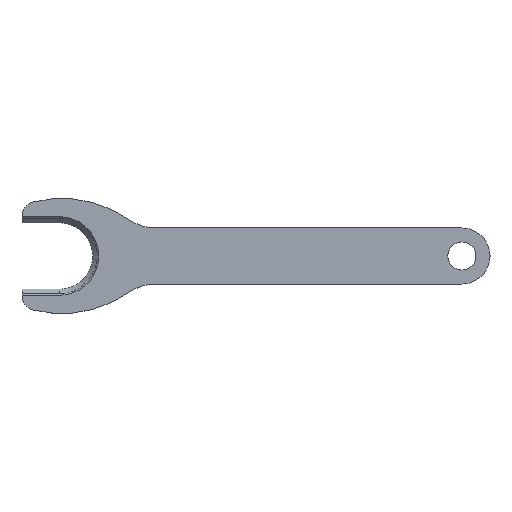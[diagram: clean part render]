
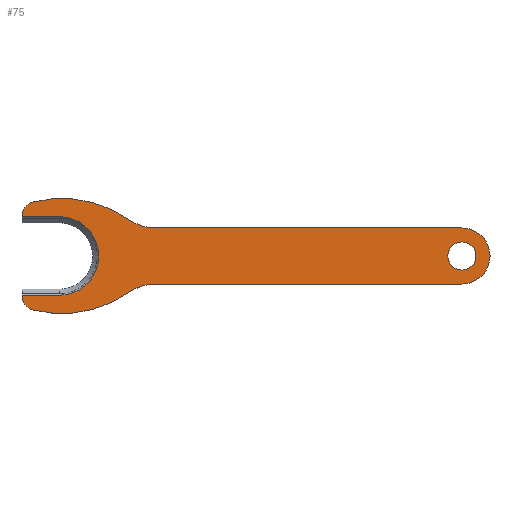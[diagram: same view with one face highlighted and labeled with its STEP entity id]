
A CAD part, top view. The second image highlights one B-rep face of the part: STEP entity #75.
In plain terms, the highlighted planar face has unit normal (0, 0, 1).
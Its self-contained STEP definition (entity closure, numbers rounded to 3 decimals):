
#75 = ADVANCED_FACE( '', ( #154, #155 ), #156, .T. );
#154 = FACE_OUTER_BOUND( '', #233, .T. );
#155 = FACE_BOUND( '', #234, .T. );
#156 = PLANE( '', #235 );
#233 = EDGE_LOOP( '', ( #385, #386, #387, #388, #389, #390, #391, #392, #393, #394, #395, #396, #397, #398 ) );
#234 = EDGE_LOOP( '', ( #399 ) );
#235 = AXIS2_PLACEMENT_3D( '', #400, #401, #402 );
#385 = ORIENTED_EDGE( '', *, *, #520, .F. );
#386 = ORIENTED_EDGE( '', *, *, #508, .T. );
#387 = ORIENTED_EDGE( '', *, *, #529, .T. );
#388 = ORIENTED_EDGE( '', *, *, #530, .T. );
#389 = ORIENTED_EDGE( '', *, *, #531, .F. );
#390 = ORIENTED_EDGE( '', *, *, #485, .T. );
#391 = ORIENTED_EDGE( '', *, *, #470, .F. );
#392 = ORIENTED_EDGE( '', *, *, #511, .F. );
#393 = ORIENTED_EDGE( '', *, *, #517, .F. );
#394 = ORIENTED_EDGE( '', *, *, #532, .F. );
#395 = ORIENTED_EDGE( '', *, *, #482, .F. );
#396 = ORIENTED_EDGE( '', *, *, #533, .F. );
#397 = ORIENTED_EDGE( '', *, *, #491, .F. );
#398 = ORIENTED_EDGE( '', *, *, #523, .T. );
#399 = ORIENTED_EDGE( '', *, *, #525, .F. );
#400 = CARTESIAN_POINT( '', ( 20.533, 16., 2. ) );
#401 = DIRECTION( '', ( 0., 0., 1. ) );
#402 = DIRECTION( '', ( 1., 0., 0. ) );
#470 = EDGE_CURVE( '', #551, #552, #553, .T. );
#482 = EDGE_CURVE( '', #572, #574, #575, .T. );
#485 = EDGE_CURVE( '', #578, #552, #579, .T. );
#491 = EDGE_CURVE( '', #587, #589, #590, .T. );
#508 = EDGE_CURVE( '', #611, #615, #617, .T. );
#511 = EDGE_CURVE( '', #619, #551, #621, .T. );
#517 = EDGE_CURVE( '', #627, #619, #629, .T. );
#520 = EDGE_CURVE( '', #611, #632, #633, .T. );
#523 = EDGE_CURVE( '', #587, #632, #636, .T. );
#525 = EDGE_CURVE( '', #638, #638, #639, .T. );
#529 = EDGE_CURVE( '', #615, #643, #644, .F. );
#530 = EDGE_CURVE( '', #643, #645, #646, .T. );
#531 = EDGE_CURVE( '', #578, #645, #647, .T. );
#532 = EDGE_CURVE( '', #574, #627, #648, .T. );
#533 = EDGE_CURVE( '', #589, #572, #649, .T. );
#551 = VERTEX_POINT( '', #670 );
#552 = VERTEX_POINT( '', #671 );
#553 = CIRCLE( '', #672, 25. );
#572 = VERTEX_POINT( '', #698 );
#574 = VERTEX_POINT( '', #701 );
#575 = LINE( '', #702, #703 );
#578 = VERTEX_POINT( '', #707 );
#579 = CIRCLE( '', #708, 3. );
#587 = VERTEX_POINT( '', #717 );
#589 = VERTEX_POINT( '', #720 );
#590 = CIRCLE( '', #721, 25. );
#611 = VERTEX_POINT( '', #747 );
#615 = VERTEX_POINT( '', #753 );
#617 = LINE( '', #756, #757 );
#619 = VERTEX_POINT( '', #759 );
#621 = CIRCLE( '', #762, 10. );
#627 = VERTEX_POINT( '', #769 );
#629 = LINE( '', #772, #773 );
#632 = VERTEX_POINT( '', #777 );
#633 = LINE( '', #778, #779 );
#636 = CIRCLE( '', #783, 3. );
#638 = VERTEX_POINT( '', #785 );
#639 = CIRCLE( '', #786, 3. );
#643 = VERTEX_POINT( '', #791 );
#644 = CIRCLE( '', #792, 8.4 );
#645 = VERTEX_POINT( '', #793 );
#646 = LINE( '', #794, #795 );
#647 = LINE( '', #796, #797 );
#648 = CIRCLE( '', #798, 6. );
#649 = CIRCLE( '', #799, 10. );
#670 = CARTESIAN_POINT( '', ( 14.809, -7.8, 2. ) );
#671 = CARTESIAN_POINT( '', ( -5.75, -11.506, 2. ) );
#672 = AXIS2_PLACEMENT_3D( '', #826, #827, #828 );
#698 = CARTESIAN_POINT( '', ( 20.533, 6., 2. ) );
#701 = CARTESIAN_POINT( '', ( 86., 6., 2. ) );
#702 = CARTESIAN_POINT( '', ( 20.533, 6., 2. ) );
#703 = VECTOR( '', #840, 1000. );
#707 = CARTESIAN_POINT( '', ( -8., -8.601, 2. ) );
#708 = AXIS2_PLACEMENT_3D( '', #842, #843, #844 );
#717 = CARTESIAN_POINT( '', ( -5.75, 11.506, 2. ) );
#720 = CARTESIAN_POINT( '', ( 14.809, 7.8, 2. ) );
#721 = AXIS2_PLACEMENT_3D( '', #853, #854, #855 );
#747 = CARTESIAN_POINT( '', ( -8., 8.4, 2. ) );
#753 = CARTESIAN_POINT( '', ( 0., 8.4, 2. ) );
#756 = CARTESIAN_POINT( '', ( 20.533, 8.4, 2. ) );
#757 = VECTOR( '', #882, 1000. );
#759 = CARTESIAN_POINT( '', ( 20.533, -6., 2. ) );
#762 = AXIS2_PLACEMENT_3D( '', #884, #885, #886 );
#769 = CARTESIAN_POINT( '', ( 86., -6., 2. ) );
#772 = CARTESIAN_POINT( '', ( 86., -6., 2. ) );
#773 = VECTOR( '', #892, 1000. );
#777 = CARTESIAN_POINT( '', ( -8., 8.601, 2. ) );
#778 = CARTESIAN_POINT( '', ( -8., 10.811, 2. ) );
#779 = VECTOR( '', #894, 1000. );
#783 = AXIS2_PLACEMENT_3D( '', #896, #897, #898 );
#785 = CARTESIAN_POINT( '', ( 89., 0., 2. ) );
#786 = AXIS2_PLACEMENT_3D( '', #899, #900, #901 );
#791 = CARTESIAN_POINT( '', ( 0., -8.4, 2. ) );
#792 = AXIS2_PLACEMENT_3D( '', #903, #904, #905 );
#793 = CARTESIAN_POINT( '', ( -8., -8.4, 2. ) );
#794 = CARTESIAN_POINT( '', ( 20.533, -8.4, 2. ) );
#795 = VECTOR( '', #906, 1000. );
#796 = CARTESIAN_POINT( '', ( -8., -7.1, 2. ) );
#797 = VECTOR( '', #907, 1000. );
#798 = AXIS2_PLACEMENT_3D( '', #908, #909, #910 );
#799 = AXIS2_PLACEMENT_3D( '', #911, #912, #913 );
#826 = CARTESIAN_POINT( '', ( 0.5, 12.7, 2. ) );
#827 = DIRECTION( '', ( 0., 0., -1. ) );
#828 = DIRECTION( '', ( 1., 0., 0. ) );
#840 = DIRECTION( '', ( 1., 0., 0. ) );
#842 = CARTESIAN_POINT( '', ( -5., -8.601, 2. ) );
#843 = DIRECTION( '', ( 0., 0., 1. ) );
#844 = DIRECTION( '', ( 1., 0., 0. ) );
#853 = CARTESIAN_POINT( '', ( 0.5, -12.7, 2. ) );
#854 = DIRECTION( '', ( 0., 0., -1. ) );
#855 = DIRECTION( '', ( 1., 0., 0. ) );
#882 = DIRECTION( '', ( 1., 0., 0. ) );
#884 = CARTESIAN_POINT( '', ( 20.533, -16., 2. ) );
#885 = DIRECTION( '', ( 0., 0., 1. ) );
#886 = DIRECTION( '', ( 1., 0., 0. ) );
#892 = DIRECTION( '', ( -1., 0., 0. ) );
#894 = DIRECTION( '', ( 0., 1., 0. ) );
#896 = CARTESIAN_POINT( '', ( -5., 8.601, 2. ) );
#897 = DIRECTION( '', ( 0., 0., 1. ) );
#898 = DIRECTION( '', ( 1., 0., 0. ) );
#899 = CARTESIAN_POINT( '', ( 86., 0., 2. ) );
#900 = DIRECTION( '', ( 0., 0., 1. ) );
#901 = DIRECTION( '', ( 1., 0., 0. ) );
#903 = CARTESIAN_POINT( '', ( 0., 0., 2. ) );
#904 = DIRECTION( '', ( 0., 0., 1. ) );
#905 = DIRECTION( '', ( 1., 0., 0. ) );
#906 = DIRECTION( '', ( -1., 0., 0. ) );
#907 = DIRECTION( '', ( 0., 1., 0. ) );
#908 = CARTESIAN_POINT( '', ( 86., 0., 2. ) );
#909 = DIRECTION( '', ( 0., 0., -1. ) );
#910 = DIRECTION( '', ( -1., 0., 0. ) );
#911 = CARTESIAN_POINT( '', ( 20.533, 16., 2. ) );
#912 = DIRECTION( '', ( 0., 0., 1. ) );
#913 = DIRECTION( '', ( 1., 0., 0. ) );
